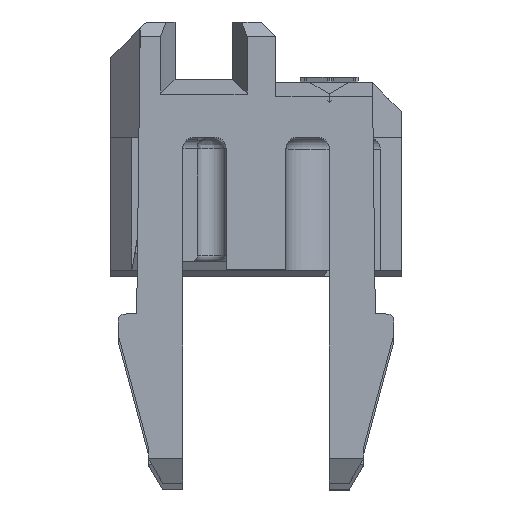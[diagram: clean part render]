
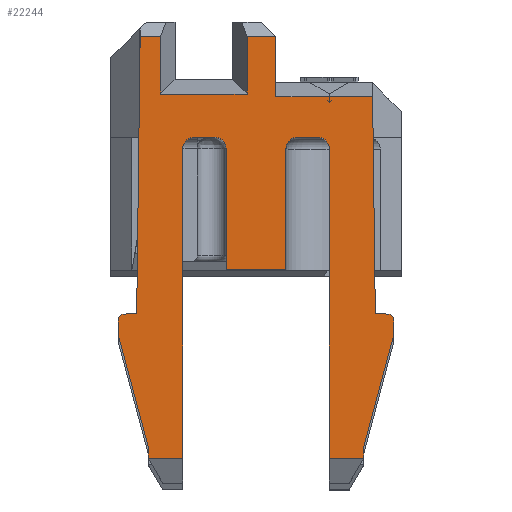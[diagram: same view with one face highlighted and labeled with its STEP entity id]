
A CAD part, top view. The second image highlights one B-rep face of the part: STEP entity #22244.
In plain terms, the highlighted planar face has unit normal (0, 0, 1).
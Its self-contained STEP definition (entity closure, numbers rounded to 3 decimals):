
#849=CIRCLE('',#23682,0.2);
#850=CIRCLE('',#23683,0.4);
#851=CIRCLE('',#23684,0.39);
#852=CIRCLE('',#23685,0.4);
#853=CIRCLE('',#23686,0.4);
#854=CIRCLE('',#23687,0.2);
#1778=FACE_OUTER_BOUND('',#2987,.T.);
#2987=EDGE_LOOP('',(#15336,#15337,#15338,#15339,#15340,#15341,#15342,#15343,
#15344,#15345,#15346,#15347,#15348,#15349,#15350,#15351,#15352,#15353,#15354,
#15355,#15356,#15357,#15358,#15359,#15360,#15361,#15362,#15363,#15364,#15365,
#15366,#15367));
#4367=LINE('',#32216,#6634);
#4474=LINE('',#33686,#6741);
#4528=LINE('',#33826,#6795);
#4535=LINE('',#33838,#6802);
#4594=LINE('',#33994,#6861);
#4595=LINE('',#33997,#6862);
#4596=LINE('',#34001,#6863);
#4597=LINE('',#34003,#6864);
#4598=LINE('',#34005,#6865);
#4599=LINE('',#34007,#6866);
#4600=LINE('',#34009,#6867);
#4601=LINE('',#34013,#6868);
#4602=LINE('',#34016,#6869);
#4603=LINE('',#34018,#6870);
#4604=LINE('',#34022,#6871);
#4605=LINE('',#34026,#6872);
#4606=LINE('',#34028,#6873);
#4607=LINE('',#34030,#6874);
#4608=LINE('',#34032,#6875);
#4609=LINE('',#34034,#6876);
#4610=LINE('',#34038,#6877);
#4611=LINE('',#34040,#6878);
#4612=LINE('',#34042,#6879);
#4613=LINE('',#34044,#6880);
#4614=LINE('',#34046,#6881);
#4615=LINE('',#34047,#6882);
#6634=VECTOR('',#25778,1000.);
#6741=VECTOR('',#26069,1000.);
#6795=VECTOR('',#26213,1000.);
#6802=VECTOR('',#26222,1000.);
#6861=VECTOR('',#26371,1000.);
#6862=VECTOR('',#26374,1000.);
#6863=VECTOR('',#26377,1000.);
#6864=VECTOR('',#26378,1000.);
#6865=VECTOR('',#26379,1000.);
#6866=VECTOR('',#26380,1000.);
#6867=VECTOR('',#26381,1000.);
#6868=VECTOR('',#26384,1000.);
#6869=VECTOR('',#26387,1000.);
#6870=VECTOR('',#26388,1000.);
#6871=VECTOR('',#26391,1000.);
#6872=VECTOR('',#26394,1000.);
#6873=VECTOR('',#26395,1000.);
#6874=VECTOR('',#26396,1000.);
#6875=VECTOR('',#26397,1000.);
#6876=VECTOR('',#26398,1000.);
#6877=VECTOR('',#26401,1000.);
#6878=VECTOR('',#26402,1000.);
#6879=VECTOR('',#26403,1000.);
#6880=VECTOR('',#26404,1000.);
#6881=VECTOR('',#26405,1000.);
#6882=VECTOR('',#26406,1000.);
#8866=VERTEX_POINT('',#32213);
#8867=VERTEX_POINT('',#32215);
#9020=VERTEX_POINT('',#33683);
#9021=VERTEX_POINT('',#33685);
#9061=VERTEX_POINT('',#33824);
#9062=VERTEX_POINT('',#33825);
#9066=VERTEX_POINT('',#33835);
#9113=VERTEX_POINT('',#33996);
#9114=VERTEX_POINT('',#33998);
#9115=VERTEX_POINT('',#34000);
#9116=VERTEX_POINT('',#34002);
#9117=VERTEX_POINT('',#34004);
#9118=VERTEX_POINT('',#34006);
#9119=VERTEX_POINT('',#34008);
#9120=VERTEX_POINT('',#34010);
#9121=VERTEX_POINT('',#34012);
#9122=VERTEX_POINT('',#34014);
#9123=VERTEX_POINT('',#34017);
#9124=VERTEX_POINT('',#34019);
#9125=VERTEX_POINT('',#34021);
#9126=VERTEX_POINT('',#34023);
#9127=VERTEX_POINT('',#34025);
#9128=VERTEX_POINT('',#34027);
#9129=VERTEX_POINT('',#34029);
#9130=VERTEX_POINT('',#34031);
#9131=VERTEX_POINT('',#34033);
#9132=VERTEX_POINT('',#34035);
#9133=VERTEX_POINT('',#34037);
#9134=VERTEX_POINT('',#34039);
#9135=VERTEX_POINT('',#34041);
#9136=VERTEX_POINT('',#34043);
#9137=VERTEX_POINT('',#34045);
#11073=EDGE_CURVE('',#8867,#8866,#4367,.T.);
#11281=EDGE_CURVE('',#9020,#9021,#4474,.T.);
#11350=EDGE_CURVE('',#9061,#9062,#4528,.T.);
#11357=EDGE_CURVE('',#9066,#9062,#4535,.T.);
#11435=EDGE_CURVE('',#8866,#9066,#4594,.T.);
#11436=EDGE_CURVE('',#9061,#9113,#4595,.T.);
#11437=EDGE_CURVE('',#9113,#9114,#849,.T.);
#11438=EDGE_CURVE('',#9114,#9115,#4596,.T.);
#11439=EDGE_CURVE('',#9115,#9116,#4597,.T.);
#11440=EDGE_CURVE('',#9116,#9117,#4598,.T.);
#11441=EDGE_CURVE('',#9117,#9118,#4599,.T.);
#11442=EDGE_CURVE('',#9118,#9119,#4600,.T.);
#11443=EDGE_CURVE('',#9119,#9120,#850,.T.);
#11444=EDGE_CURVE('',#9121,#9120,#4601,.T.);
#11445=EDGE_CURVE('',#9121,#9122,#851,.T.);
#11446=EDGE_CURVE('',#9122,#9021,#4602,.T.);
#11447=EDGE_CURVE('',#9123,#9020,#4603,.T.);
#11448=EDGE_CURVE('',#9123,#9124,#852,.T.);
#11449=EDGE_CURVE('',#9125,#9124,#4604,.T.);
#11450=EDGE_CURVE('',#9125,#9126,#853,.T.);
#11451=EDGE_CURVE('',#9126,#9127,#4605,.T.);
#11452=EDGE_CURVE('',#9127,#9128,#4606,.T.);
#11453=EDGE_CURVE('',#9128,#9129,#4607,.T.);
#11454=EDGE_CURVE('',#9129,#9130,#4608,.T.);
#11455=EDGE_CURVE('',#9130,#9131,#4609,.T.);
#11456=EDGE_CURVE('',#9131,#9132,#854,.T.);
#11457=EDGE_CURVE('',#9132,#9133,#4610,.T.);
#11458=EDGE_CURVE('',#9134,#9133,#4611,.T.);
#11459=EDGE_CURVE('',#9135,#9134,#4612,.T.);
#11460=EDGE_CURVE('',#9136,#9135,#4613,.T.);
#11461=EDGE_CURVE('',#9136,#9137,#4614,.T.);
#11462=EDGE_CURVE('',#9137,#8867,#4615,.T.);
#15336=ORIENTED_EDGE('',*,*,#11435,.T.);
#15337=ORIENTED_EDGE('',*,*,#11357,.T.);
#15338=ORIENTED_EDGE('',*,*,#11350,.F.);
#15339=ORIENTED_EDGE('',*,*,#11436,.T.);
#15340=ORIENTED_EDGE('',*,*,#11437,.T.);
#15341=ORIENTED_EDGE('',*,*,#11438,.T.);
#15342=ORIENTED_EDGE('',*,*,#11439,.T.);
#15343=ORIENTED_EDGE('',*,*,#11440,.T.);
#15344=ORIENTED_EDGE('',*,*,#11441,.T.);
#15345=ORIENTED_EDGE('',*,*,#11442,.T.);
#15346=ORIENTED_EDGE('',*,*,#11443,.T.);
#15347=ORIENTED_EDGE('',*,*,#11444,.F.);
#15348=ORIENTED_EDGE('',*,*,#11445,.T.);
#15349=ORIENTED_EDGE('',*,*,#11446,.T.);
#15350=ORIENTED_EDGE('',*,*,#11281,.F.);
#15351=ORIENTED_EDGE('',*,*,#11447,.F.);
#15352=ORIENTED_EDGE('',*,*,#11448,.T.);
#15353=ORIENTED_EDGE('',*,*,#11449,.F.);
#15354=ORIENTED_EDGE('',*,*,#11450,.T.);
#15355=ORIENTED_EDGE('',*,*,#11451,.T.);
#15356=ORIENTED_EDGE('',*,*,#11452,.T.);
#15357=ORIENTED_EDGE('',*,*,#11453,.T.);
#15358=ORIENTED_EDGE('',*,*,#11454,.T.);
#15359=ORIENTED_EDGE('',*,*,#11455,.T.);
#15360=ORIENTED_EDGE('',*,*,#11456,.T.);
#15361=ORIENTED_EDGE('',*,*,#11457,.T.);
#15362=ORIENTED_EDGE('',*,*,#11458,.F.);
#15363=ORIENTED_EDGE('',*,*,#11459,.F.);
#15364=ORIENTED_EDGE('',*,*,#11460,.F.);
#15365=ORIENTED_EDGE('',*,*,#11461,.T.);
#15366=ORIENTED_EDGE('',*,*,#11462,.T.);
#15367=ORIENTED_EDGE('',*,*,#11073,.T.);
#20243=PLANE('',#23681);
#22244=ADVANCED_FACE('',(#1778),#20243,.F.);
#23681=AXIS2_PLACEMENT_3D('',#33995,#26372,#26373);
#23682=AXIS2_PLACEMENT_3D('',#33999,#26375,#26376);
#23683=AXIS2_PLACEMENT_3D('',#34011,#26382,#26383);
#23684=AXIS2_PLACEMENT_3D('',#34015,#26385,#26386);
#23685=AXIS2_PLACEMENT_3D('',#34020,#26389,#26390);
#23686=AXIS2_PLACEMENT_3D('',#34024,#26392,#26393);
#23687=AXIS2_PLACEMENT_3D('',#34036,#26399,#26400);
#25778=DIRECTION('',(-1.,0.,0.));
#26069=DIRECTION('',(-1.,0.,0.));
#26213=DIRECTION('',(0.013,1.,0.));
#26222=DIRECTION('',(-1.,0.,0.));
#26371=DIRECTION('',(0.,1.,0.));
#26372=DIRECTION('center_axis',(0.,0.,-1.));
#26373=DIRECTION('ref_axis',(-1.,0.,0.));
#26374=DIRECTION('',(-0.996,-0.087,0.));
#26375=DIRECTION('center_axis',(0.,0.,1.));
#26376=DIRECTION('ref_axis',(-1.,0.,0.));
#26377=DIRECTION('',(0.,-1.,0.));
#26378=DIRECTION('',(0.259,-0.966,0.));
#26379=DIRECTION('',(0.,-1.,0.));
#26380=DIRECTION('',(1.,0.,0.));
#26381=DIRECTION('',(0.,1.,0.));
#26382=DIRECTION('center_axis',(0.,0.,-1.));
#26383=DIRECTION('ref_axis',(-1.,0.,0.));
#26384=DIRECTION('',(-1.,0.,0.));
#26385=DIRECTION('center_axis',(0.,0.,-1.));
#26386=DIRECTION('ref_axis',(-1.,0.,0.));
#26387=DIRECTION('',(0.,-1.,0.));
#26388=DIRECTION('',(0.,-1.,0.));
#26389=DIRECTION('center_axis',(0.,0.,-1.));
#26390=DIRECTION('ref_axis',(-1.,0.,0.));
#26391=DIRECTION('',(-1.,0.,0.));
#26392=DIRECTION('center_axis',(0.,0.,-1.));
#26393=DIRECTION('ref_axis',(-1.,0.,0.));
#26394=DIRECTION('',(0.,-1.,0.));
#26395=DIRECTION('',(1.,0.,0.));
#26396=DIRECTION('',(0.,1.,0.));
#26397=DIRECTION('',(0.259,0.966,0.));
#26398=DIRECTION('',(0.,1.,0.));
#26399=DIRECTION('center_axis',(0.,0.,1.));
#26400=DIRECTION('ref_axis',(1.,0.,0.));
#26401=DIRECTION('',(-0.996,0.087,0.));
#26402=DIRECTION('',(0.013,-1.,0.));
#26403=DIRECTION('',(1.,0.,0.));
#26404=DIRECTION('',(0.,-1.,0.));
#26405=DIRECTION('',(-1.,0.,0.));
#26406=DIRECTION('',(0.,-1.,0.));
#32213=CARTESIAN_POINT('',(-0.77,6.1,1.5));
#32215=CARTESIAN_POINT('',(2.23,6.1,1.5));
#32216=CARTESIAN_POINT('',(7.58,6.1,1.5));
#33683=CARTESIAN_POINT('',(3.58,0.,1.5));
#33685=CARTESIAN_POINT('',(1.5,0.,1.5));
#33686=CARTESIAN_POINT('',(7.58,0.,1.5));
#33824=CARTESIAN_POINT('',(-1.6,-1.5,1.5));
#33825=CARTESIAN_POINT('',(-1.48,8.1,1.5));
#33826=CARTESIAN_POINT('',(-1.6,-1.5,1.5));
#33835=CARTESIAN_POINT('',(-0.77,8.1,1.5));
#33838=CARTESIAN_POINT('',(7.58,8.1,1.5));
#33994=CARTESIAN_POINT('',(-0.77,0.,1.5));
#33995=CARTESIAN_POINT('Origin',(7.58,0.,1.5));
#33996=CARTESIAN_POINT('',(-2.062,-1.54,1.5));
#33997=CARTESIAN_POINT('',(-2.062,-1.54,1.5));
#33998=CARTESIAN_POINT('',(-2.245,-1.74,1.5));
#33999=CARTESIAN_POINT('Origin',(-2.045,-1.74,1.5));
#34000=CARTESIAN_POINT('',(-2.245,-2.24,1.5));
#34001=CARTESIAN_POINT('',(-2.245,-2.24,1.5));
#34002=CARTESIAN_POINT('',(-1.2,-6.14,1.5));
#34003=CARTESIAN_POINT('',(-1.2,-6.14,1.5));
#34004=CARTESIAN_POINT('',(-1.2,-6.534,1.5));
#34005=CARTESIAN_POINT('',(-1.2,-7.4,1.5));
#34006=CARTESIAN_POINT('',(0.,-6.534,1.5));
#34007=CARTESIAN_POINT('',(7.58,-6.534,1.5));
#34008=CARTESIAN_POINT('',(0.,4.2,1.5));
#34009=CARTESIAN_POINT('',(0.,0.,1.5));
#34010=CARTESIAN_POINT('',(0.4,4.6,1.5));
#34011=CARTESIAN_POINT('Origin',(0.4,4.2,1.5));
#34012=CARTESIAN_POINT('',(1.11,4.6,1.5));
#34013=CARTESIAN_POINT('',(1.5,4.6,1.5));
#34014=CARTESIAN_POINT('',(1.5,4.21,1.5));
#34015=CARTESIAN_POINT('Origin',(1.11,4.21,1.5));
#34016=CARTESIAN_POINT('',(1.5,4.6,1.5));
#34017=CARTESIAN_POINT('',(3.58,4.2,1.5));
#34018=CARTESIAN_POINT('',(3.58,4.6,1.5));
#34019=CARTESIAN_POINT('',(3.98,4.6,1.5));
#34020=CARTESIAN_POINT('Origin',(3.98,4.2,1.5));
#34021=CARTESIAN_POINT('',(4.68,4.6,1.5));
#34022=CARTESIAN_POINT('',(5.08,4.6,1.5));
#34023=CARTESIAN_POINT('',(5.08,4.2,1.5));
#34024=CARTESIAN_POINT('Origin',(4.68,4.2,1.5));
#34025=CARTESIAN_POINT('',(5.08,-6.534,1.5));
#34026=CARTESIAN_POINT('',(5.08,0.,1.5));
#34027=CARTESIAN_POINT('',(6.28,-6.534,1.5));
#34028=CARTESIAN_POINT('',(7.58,-6.534,1.5));
#34029=CARTESIAN_POINT('',(6.28,-6.14,1.5));
#34030=CARTESIAN_POINT('',(6.28,-7.4,1.5));
#34031=CARTESIAN_POINT('',(7.325,-2.24,1.5));
#34032=CARTESIAN_POINT('',(6.28,-6.14,1.5));
#34033=CARTESIAN_POINT('',(7.325,-1.74,1.5));
#34034=CARTESIAN_POINT('',(7.325,-2.24,1.5));
#34035=CARTESIAN_POINT('',(7.142,-1.54,1.5));
#34036=CARTESIAN_POINT('Origin',(7.125,-1.74,1.5));
#34037=CARTESIAN_POINT('',(6.68,-1.5,1.5));
#34038=CARTESIAN_POINT('',(7.142,-1.54,1.5));
#34039=CARTESIAN_POINT('',(6.586,6.,1.5));
#34040=CARTESIAN_POINT('',(6.68,-1.5,1.5));
#34041=CARTESIAN_POINT('',(3.23,6.,1.5));
#34042=CARTESIAN_POINT('',(1.768,6.,1.5));
#34043=CARTESIAN_POINT('',(3.23,8.1,1.5));
#34044=CARTESIAN_POINT('',(3.23,8.6,1.5));
#34045=CARTESIAN_POINT('',(2.23,8.1,1.5));
#34046=CARTESIAN_POINT('',(7.58,8.1,1.5));
#34047=CARTESIAN_POINT('',(2.23,0.,1.5));
